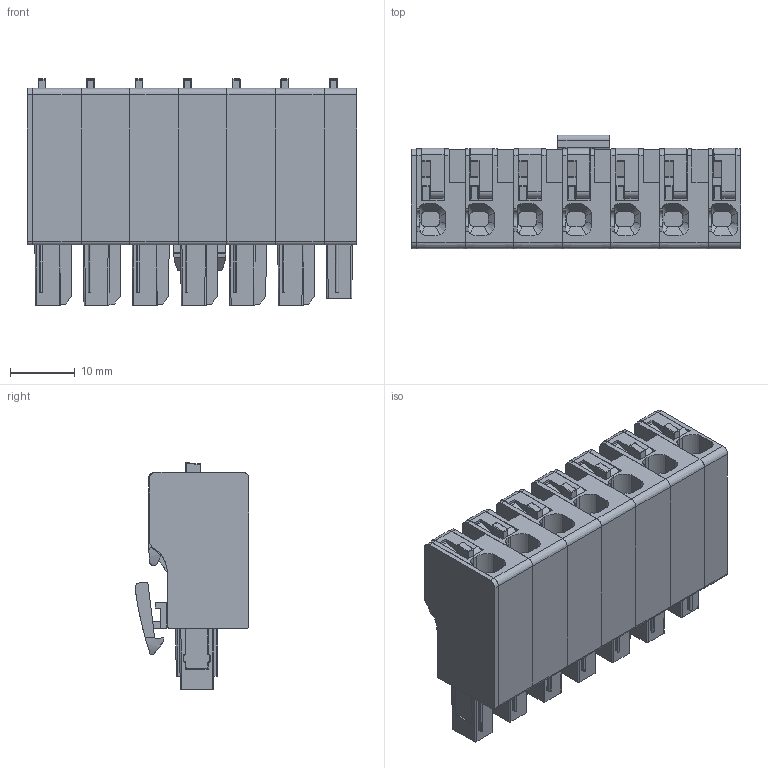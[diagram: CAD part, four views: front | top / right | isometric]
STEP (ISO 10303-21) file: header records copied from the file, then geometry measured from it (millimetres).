
FILE_DESCRIPTION(('CATIA V5 STEP Exchange','CAx-IF Rec.Pracs.--- Model Styling and Organization---1.4--- 2014-01-23'),'2;1');
FILE_NAME ('1361706-2_0_8000078358_8000078358.stp','2021-10-26T10:03:26+00:00',('none'),('Weidmueller'),'CATIA Version 5-6 Release 2016 SP3 HF44','CATIA V5 STEP AP214','none');
FILE_SCHEMA(('AUTOMOTIVE_DESIGN { 1 0 10303 214 1 1 1 1 }'));
Products named in the file (1): 8000078358
Bounding box: 50.8 x 17.58 x 35 mm (x, y, z)
Volume: 17135.1 mm3; surface area: 15937.2 mm2
Topology: 23 solids, 23 shells, 1968 faces, 5467 edges, 3578 vertices
Faces by surface type: plane 1144, cylinder 618, cone 68, sphere 56, bspline 38, torus 24, extrusion 20
Entity records: 67979 total; most frequent: CARTESIAN_POINT 19683, ORIENTED_EDGE 10822, DIRECTION 8321, EDGE_CURVE 5411, VERTEX_POINT 3578, VECTOR 3543, LINE 3523, AXIS2_PLACEMENT_3D 2869
